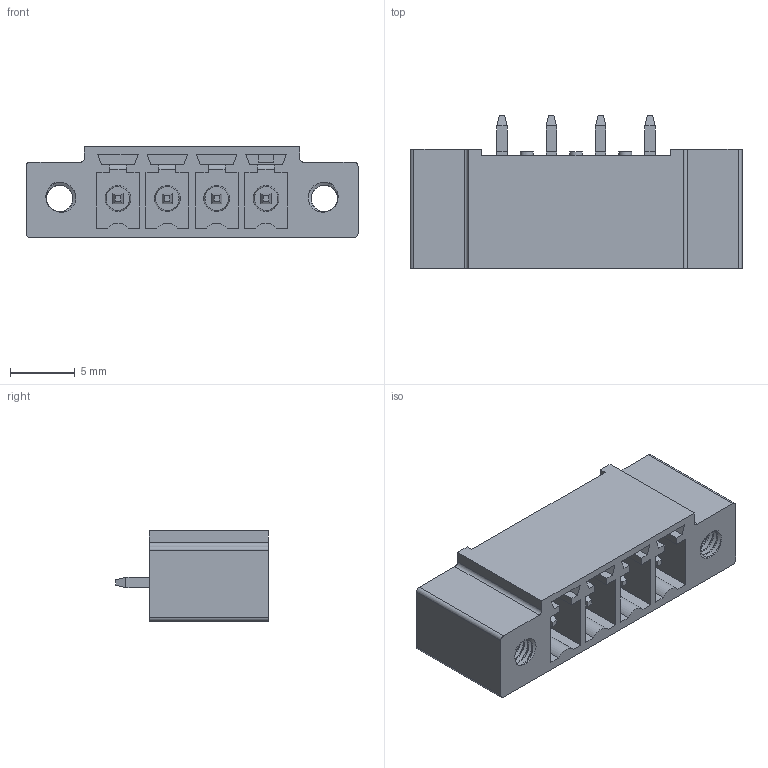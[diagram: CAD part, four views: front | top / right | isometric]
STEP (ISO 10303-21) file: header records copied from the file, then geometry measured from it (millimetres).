
FILE_DESCRIPTION( ( 'STEP AP214' ), '1' );
FILE_NAME( 'MPE060-38104-20230321.stp', '2023-03-22T08:02:46', ( ' ' ), ( ' ' ), 'XStep 1.0', ' ', ' ' );
FILE_SCHEMA( ( 'CONFIG_CONTROL_DESIGN) ( )' ) );
Length unit declared in the file: metre
Products named in the file (1): 1
Bounding box: 25.63 x 11.8 x 7 mm (x, y, z)
Volume: 966.8 mm3; surface area: 1834.7 mm2
Topology: 1 solids, 1 shells, 229 faces, 565 edges, 366 vertices
Faces by surface type: plane 196, cylinder 25, bspline 4, cone 4
Full cylindrical faces by diameter (mm): 1 x3, 2.6 x2
Entity records: 10750 total; most frequent: CARTESIAN_POINT 3506, ORIENTED_EDGE 1112, DIRECTION 1050, EDGE_CURVE 556, LINE 482, VECTOR 482, VERTEX_POINT 366, AXIS2_PLACEMENT_3D 284
